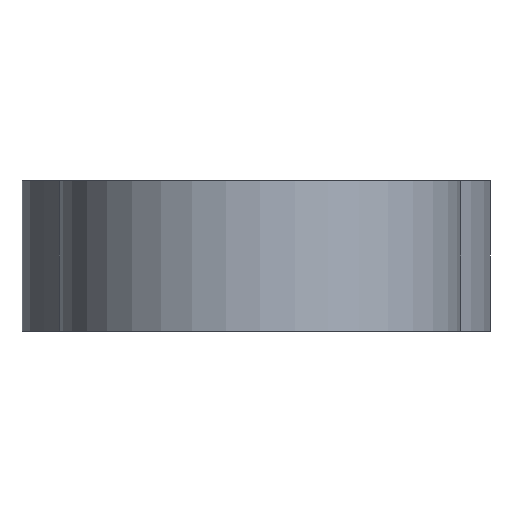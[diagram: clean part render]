
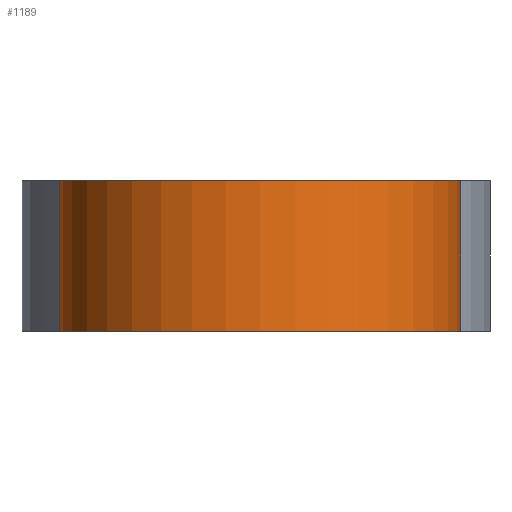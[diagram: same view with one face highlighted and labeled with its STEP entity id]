
A CAD part, front view. The second image highlights one B-rep face of the part: STEP entity #1189.
In plain terms, the highlighted cylindrical face has radius 5.35 mm (diameter 10.7 mm), a partial arc.
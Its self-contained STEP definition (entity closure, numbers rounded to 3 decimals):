
#32=CYLINDRICAL_SURFACE('',#1272,5.35);
#77=CIRCLE('',#1266,5.35);
#82=CIRCLE('',#1273,5.35);
#151=ORIENTED_EDGE('',*,*,#510,.T.);
#152=ORIENTED_EDGE('',*,*,#511,.F.);
#153=ORIENTED_EDGE('',*,*,#454,.F.);
#154=ORIENTED_EDGE('',*,*,#508,.T.);
#454=EDGE_CURVE('',#634,#635,#77,.T.);
#508=EDGE_CURVE('',#634,#688,#783,.T.);
#510=EDGE_CURVE('',#688,#689,#82,.T.);
#511=EDGE_CURVE('',#635,#689,#785,.T.);
#634=VERTEX_POINT('',#1578);
#635=VERTEX_POINT('',#1580);
#688=VERTEX_POINT('',#1727);
#689=VERTEX_POINT('',#1732);
#783=LINE('',#1728,#913);
#785=LINE('',#1733,#915);
#913=VECTOR('',#1372,1000.);
#915=VECTOR('',#1378,1000.);
#1013=EDGE_LOOP('',(#151,#152,#153,#154));
#1083=FACE_BOUND('',#1013,.T.);
#1189=ADVANCED_FACE('',(#1083),#32,.T.);
#1266=AXIS2_PLACEMENT_3D('',#1579,#1331,#1332);
#1272=AXIS2_PLACEMENT_3D('',#1730,#1374,#1375);
#1273=AXIS2_PLACEMENT_3D('',#1731,#1376,#1377);
#1331=DIRECTION('',(0.,0.,1.));
#1332=DIRECTION('',(1.,0.,0.));
#1372=DIRECTION('',(0.,0.,-1.));
#1374=DIRECTION('',(0.,0.,-1.));
#1375=DIRECTION('',(-1.,0.,0.));
#1376=DIRECTION('',(0.,0.,1.));
#1377=DIRECTION('',(1.,0.,0.));
#1378=DIRECTION('',(0.,0.,-1.));
#1578=CARTESIAN_POINT('',(-2.8,-29.398,4.));
#1579=CARTESIAN_POINT('',(0.,-33.957,4.));
#1580=CARTESIAN_POINT('',(2.8,-29.398,4.));
#1727=CARTESIAN_POINT('',(-2.8,-29.398,0.));
#1728=CARTESIAN_POINT('',(-2.8,-29.398,4.));
#1730=CARTESIAN_POINT('',(0.,-33.957,4.));
#1731=CARTESIAN_POINT('',(0.,-33.957,0.));
#1732=CARTESIAN_POINT('',(2.8,-29.398,0.));
#1733=CARTESIAN_POINT('',(2.8,-29.398,4.));
